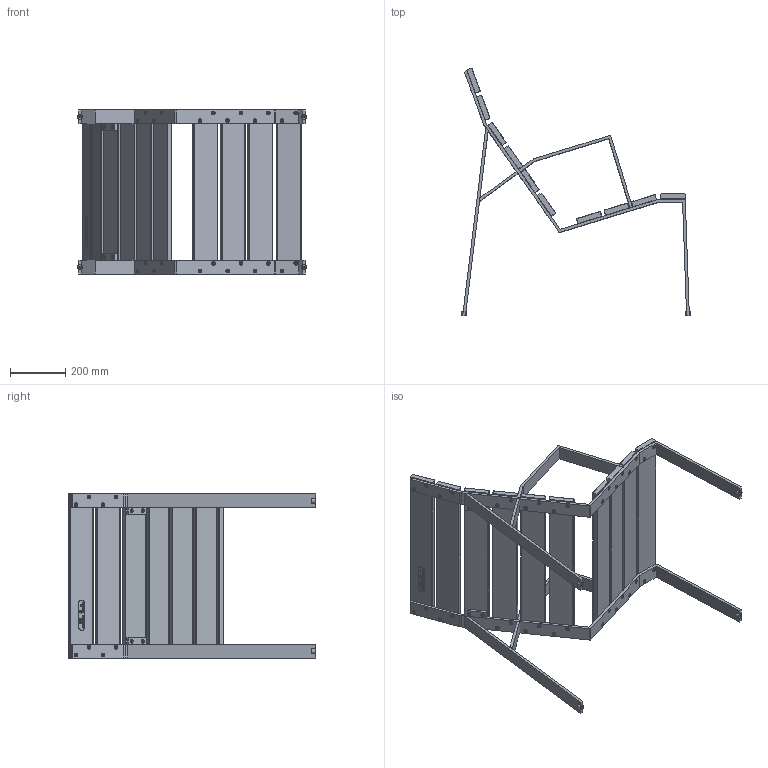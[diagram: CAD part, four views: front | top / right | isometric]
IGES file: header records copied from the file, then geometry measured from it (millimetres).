
Start section: SolidWorks IGES file using analytic representation for surfaces
Global section: file name: Long Chair Harpo .IGS; native system: SolidWorks 2016; preprocessor: SolidWorks 2016; author: jordi.munoz; date: 170621.114707; units: millimetre
Bounding box: 827.96 x 895.51 x 600 mm (x, y, z)
Surface area: 2126738 mm2 (no closed solid volume)
Topology: 0 solids, 0 shells, 2941 faces, 31358 edges, 31278 vertices
Faces by surface type: bspline 1868, revolution 1073
